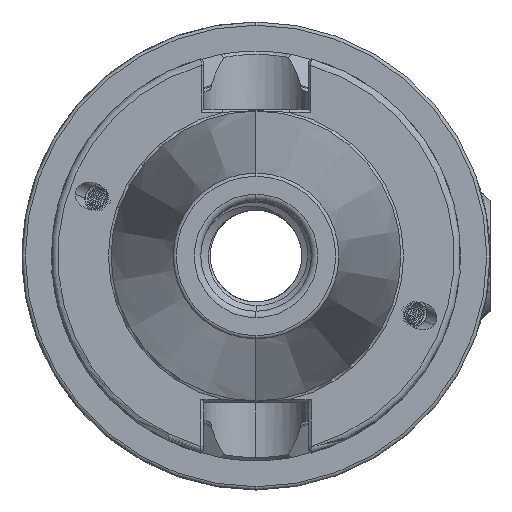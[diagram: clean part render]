
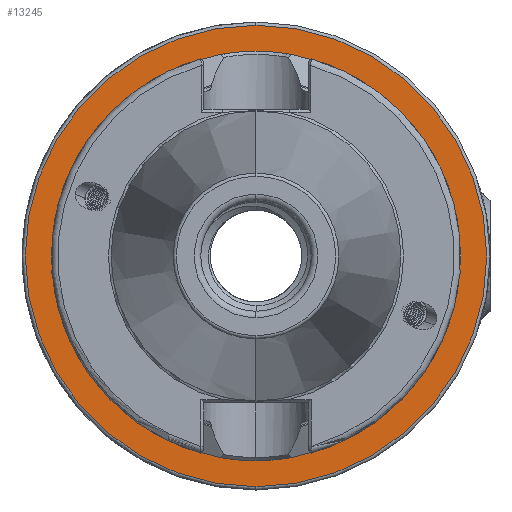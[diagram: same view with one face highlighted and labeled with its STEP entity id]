
A CAD part, left-side view. The second image highlights one B-rep face of the part: STEP entity #13245.
In plain terms, the highlighted planar face has unit normal (-1, 0, 0).
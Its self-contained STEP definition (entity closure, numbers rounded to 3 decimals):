
#1328 = CIRCLE ( 'NONE', #22356, 35.5 ) ;
#1384 = CIRCLE ( 'NONE', #22369, 31.3 ) ;
#1928 = EDGE_LOOP ( 'NONE', ( #18531, #18520 ) ) ;
#1946 = EDGE_LOOP ( 'NONE', ( #18504, #18495 ) ) ;
#5504 = EDGE_CURVE ( 'NONE', #6457, #6484, #1328, .T. ) ;
#5543 = EDGE_CURVE ( 'NONE', #18091, #18101, #1384, .T. ) ;
#6457 = VERTEX_POINT ( 'NONE', #7384 ) ;
#6484 = VERTEX_POINT ( 'NONE', #7409 ) ;
#7384 = CARTESIAN_POINT ( 'NONE',  ( 32., 0., 35.5 ) ) ;
#7409 = CARTESIAN_POINT ( 'NONE',  ( 32., 0., -35.5 ) ) ;
#9602 = CARTESIAN_POINT ( 'NONE',  ( 32., 0., 0. ) ) ;
#9605 = DIRECTION ( 'NONE',  ( 0., 0., -1. ) ) ;
#9610 = DIRECTION ( 'NONE',  ( 1., 0., 0. ) ) ;
#9619 = CARTESIAN_POINT ( 'NONE',  ( 32., 0., 0. ) ) ;
#9620 = DIRECTION ( 'NONE',  ( 0., 0., 1. ) ) ;
#9624 = DIRECTION ( 'NONE',  ( 1., 0., 0. ) ) ;
#12614 = CIRCLE ( 'NONE', #26079, 35.5 ) ;
#12621 = CIRCLE ( 'NONE', #26081, 31.3 ) ;
#12976 = FACE_BOUND ( 'NONE', #1928, .T. ) ;
#12978 = FACE_OUTER_BOUND ( 'NONE', #1946, .T. ) ;
#13245 = ADVANCED_FACE ( 'NONE', ( #12976, #12978 ), #13759, .T. ) ;
#13738 = CARTESIAN_POINT ( 'NONE',  ( 32., 35.5, 0. ) ) ;
#13757 = DIRECTION ( 'NONE',  ( 0., 0., 1. ) ) ;
#13759 = PLANE ( 'NONE',  #26039 ) ;
#13770 = DIRECTION ( 'NONE',  ( -1., 0., 0. ) ) ;
#15613 = CARTESIAN_POINT ( 'NONE',  ( 32., 0., -31.3 ) ) ;
#15622 = CARTESIAN_POINT ( 'NONE',  ( 32., 0., 31.3 ) ) ;
#17123 = CARTESIAN_POINT ( 'NONE',  ( 32., 0., 0. ) ) ;
#17124 = DIRECTION ( 'NONE',  ( 0., 0., -1. ) ) ;
#17142 = DIRECTION ( 'NONE',  ( 1., 0., 0. ) ) ;
#17379 = DIRECTION ( 'NONE',  ( 0., 0., 1. ) ) ;
#17393 = CARTESIAN_POINT ( 'NONE',  ( 32., 0., 0. ) ) ;
#17397 = DIRECTION ( 'NONE',  ( 1., 0., 0. ) ) ;
#18091 = VERTEX_POINT ( 'NONE', #15613 ) ;
#18101 = VERTEX_POINT ( 'NONE', #15622 ) ;
#18495 = ORIENTED_EDGE ( 'NONE', *, *, #5504, .F. ) ;
#18504 = ORIENTED_EDGE ( 'NONE', *, *, #27566, .F. ) ;
#18520 = ORIENTED_EDGE ( 'NONE', *, *, #5543, .T. ) ;
#18531 = ORIENTED_EDGE ( 'NONE', *, *, #27563, .T. ) ;
#22356 = AXIS2_PLACEMENT_3D ( 'NONE', #17123, #17142, #17124 ) ;
#22369 = AXIS2_PLACEMENT_3D ( 'NONE', #17393, #17397, #17379 ) ;
#26039 = AXIS2_PLACEMENT_3D ( 'NONE', #13738, #13770, #13757 ) ;
#26079 = AXIS2_PLACEMENT_3D ( 'NONE', #9602, #9624, #9605 ) ;
#26081 = AXIS2_PLACEMENT_3D ( 'NONE', #9619, #9610, #9620 ) ;
#27563 = EDGE_CURVE ( 'NONE', #18101, #18091, #12621, .T. ) ;
#27566 = EDGE_CURVE ( 'NONE', #6484, #6457, #12614, .T. ) ;
